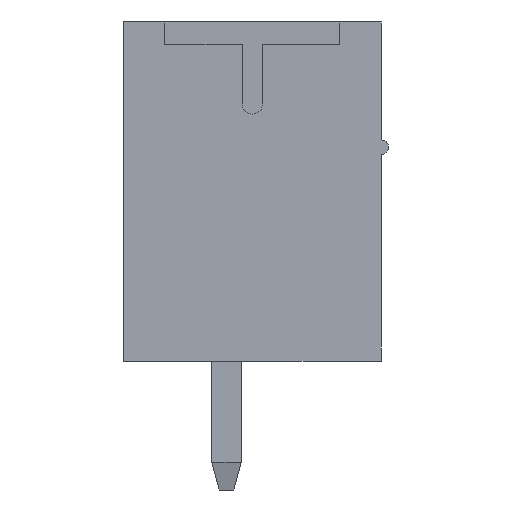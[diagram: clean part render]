
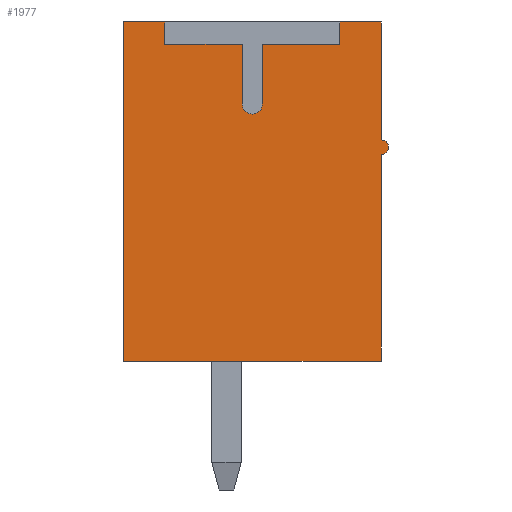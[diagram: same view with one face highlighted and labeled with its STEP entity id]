
A CAD part, left-side view. The second image highlights one B-rep face of the part: STEP entity #1977.
In plain terms, the highlighted planar face has unit normal (-1, 0, 0).
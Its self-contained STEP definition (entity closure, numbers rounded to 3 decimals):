
#1977 = ADVANCED_FACE( '', ( #4094 ), #4095, .F. );
#4094 = FACE_OUTER_BOUND( '', #6366, .T. );
#4095 = PLANE( '', #6367 );
#6366 = EDGE_LOOP( '', ( #12133, #12134, #12135, #12136, #12137, #12138, #12139, #12140, #12141, #12142, #12143, #12144, #12145, #12146 ) );
#6367 = AXIS2_PLACEMENT_3D( '', #12147, #12148, #12149 );
#12133 = ORIENTED_EDGE( '', *, *, #16385, .T. );
#12134 = ORIENTED_EDGE( '', *, *, #13963, .T. );
#12135 = ORIENTED_EDGE( '', *, *, #15249, .T. );
#12136 = ORIENTED_EDGE( '', *, *, #15638, .T. );
#12137 = ORIENTED_EDGE( '', *, *, #16386, .T. );
#12138 = ORIENTED_EDGE( '', *, *, #15882, .T. );
#12139 = ORIENTED_EDGE( '', *, *, #16387, .T. );
#12140 = ORIENTED_EDGE( '', *, *, #15507, .T. );
#12141 = ORIENTED_EDGE( '', *, *, #16388, .T. );
#12142 = ORIENTED_EDGE( '', *, *, #13971, .T. );
#12143 = ORIENTED_EDGE( '', *, *, #16004, .T. );
#12144 = ORIENTED_EDGE( '', *, *, #15903, .T. );
#12145 = ORIENTED_EDGE( '', *, *, #16356, .T. );
#12146 = ORIENTED_EDGE( '', *, *, #14870, .T. );
#12147 = CARTESIAN_POINT( '', ( -30.925, 0., 2.375 ) );
#12148 = DIRECTION( '', ( 1., 0., 0. ) );
#12149 = DIRECTION( '', ( 0., 0., -1. ) );
#13963 = EDGE_CURVE( '', #16725, #16722, #16726, .T. );
#13971 = EDGE_CURVE( '', #16741, #16739, #16742, .T. );
#14870 = EDGE_CURVE( '', #18343, #18344, #18345, .F. );
#15249 = EDGE_CURVE( '', #16722, #18918, #18920, .T. );
#15507 = EDGE_CURVE( '', #19314, #19312, #19315, .T. );
#15638 = EDGE_CURVE( '', #18918, #19494, #19496, .T. );
#15882 = EDGE_CURVE( '', #19842, #19840, #19843, .T. );
#15903 = EDGE_CURVE( '', #19868, #19869, #19870, .T. );
#16004 = EDGE_CURVE( '', #16739, #19868, #20010, .T. );
#16356 = EDGE_CURVE( '', #19869, #18343, #20443, .T. );
#16385 = EDGE_CURVE( '', #18344, #16725, #20475, .T. );
#16386 = EDGE_CURVE( '', #19494, #19842, #20476, .T. );
#16387 = EDGE_CURVE( '', #19840, #19314, #20477, .T. );
#16388 = EDGE_CURVE( '', #19312, #16741, #20478, .T. );
#16722 = VERTEX_POINT( '', #20838 );
#16725 = VERTEX_POINT( '', #20842 );
#16726 = LINE( '', #20843, #20844 );
#16739 = VERTEX_POINT( '', #20863 );
#16741 = VERTEX_POINT( '', #20866 );
#16742 = LINE( '', #20867, #20868 );
#18343 = VERTEX_POINT( '', #23198 );
#18344 = VERTEX_POINT( '', #23199 );
#18345 = CIRCLE( '', #23200, 0.2 );
#18918 = VERTEX_POINT( '', #24042 );
#18920 = LINE( '', #24045, #24046 );
#19312 = VERTEX_POINT( '', #24626 );
#19314 = VERTEX_POINT( '', #24629 );
#19315 = LINE( '', #24630, #24631 );
#19494 = VERTEX_POINT( '', #24899 );
#19496 = LINE( '', #24902, #24903 );
#19840 = VERTEX_POINT( '', #25415 );
#19842 = VERTEX_POINT( '', #25418 );
#19843 = CIRCLE( '', #25419, 0.275 );
#19868 = VERTEX_POINT( '', #25457 );
#19869 = VERTEX_POINT( '', #25458 );
#19870 = LINE( '', #25459, #25460 );
#20010 = LINE( '', #25677, #25678 );
#20443 = LINE( '', #26334, #26335 );
#20475 = LINE( '', #26382, #26383 );
#20476 = LINE( '', #26384, #26385 );
#20477 = LINE( '', #26386, #26387 );
#20478 = LINE( '', #26388, #26389 );
#20838 = CARTESIAN_POINT( '', ( -30.925, -2.375, 4.6 ) );
#20842 = CARTESIAN_POINT( '', ( -30.925, -3.5, 4.6 ) );
#20843 = CARTESIAN_POINT( '', ( -30.925, -3.871, 4.6 ) );
#20844 = VECTOR( '', #26853, 1000. );
#20863 = CARTESIAN_POINT( '', ( -30.925, 3.5, 4.6 ) );
#20866 = CARTESIAN_POINT( '', ( -30.925, 2.375, 4.6 ) );
#20867 = CARTESIAN_POINT( '', ( -30.925, 2.375, 4.6 ) );
#20868 = VECTOR( '', #26861, 1000. );
#23198 = CARTESIAN_POINT( '', ( -30.925, -3.5, 1. ) );
#23199 = CARTESIAN_POINT( '', ( -30.925, -3.5, 1.4 ) );
#23200 = AXIS2_PLACEMENT_3D( '', #27732, #27733, #27734 );
#24042 = CARTESIAN_POINT( '', ( -30.925, -2.375, 4. ) );
#24045 = CARTESIAN_POINT( '', ( -30.925, -2.375, 4.6 ) );
#24046 = VECTOR( '', #28065, 1000. );
#24626 = CARTESIAN_POINT( '', ( -30.925, 2.375, 4. ) );
#24629 = CARTESIAN_POINT( '', ( -30.925, 0.275, 4. ) );
#24630 = CARTESIAN_POINT( '', ( -30.925, 0.275, 4. ) );
#24631 = VECTOR( '', #28285, 1000. );
#24899 = CARTESIAN_POINT( '', ( -30.925, -0.275, 4. ) );
#24902 = CARTESIAN_POINT( '', ( -30.925, -2.375, 4. ) );
#24903 = VECTOR( '', #28385, 1000. );
#25415 = CARTESIAN_POINT( '', ( -30.925, 0.275, 2.375 ) );
#25418 = CARTESIAN_POINT( '', ( -30.925, -0.275, 2.375 ) );
#25419 = AXIS2_PLACEMENT_3D( '', #28588, #28589, #28590 );
#25457 = CARTESIAN_POINT( '', ( -30.925, 3.5, -4.6 ) );
#25458 = CARTESIAN_POINT( '', ( -30.925, -3.5, -4.6 ) );
#25459 = CARTESIAN_POINT( '', ( -30.925, 3.5, -4.6 ) );
#25460 = VECTOR( '', #28604, 1000. );
#25677 = CARTESIAN_POINT( '', ( -30.925, 3.5, 4.6 ) );
#25678 = VECTOR( '', #28691, 1000. );
#26334 = CARTESIAN_POINT( '', ( -30.925, -3.5, -4.6 ) );
#26335 = VECTOR( '', #28951, 1000. );
#26382 = CARTESIAN_POINT( '', ( -30.925, -3.5, 1.4 ) );
#26383 = VECTOR( '', #28967, 1000. );
#26384 = CARTESIAN_POINT( '', ( -30.925, -0.275, 4. ) );
#26385 = VECTOR( '', #28968, 1000. );
#26386 = CARTESIAN_POINT( '', ( -30.925, 0.275, 2.375 ) );
#26387 = VECTOR( '', #28969, 1000. );
#26388 = CARTESIAN_POINT( '', ( -30.925, 2.375, 4. ) );
#26389 = VECTOR( '', #28970, 1000. );
#26853 = DIRECTION( '', ( 0., 1., 0. ) );
#26861 = DIRECTION( '', ( 0., 1., 0. ) );
#27732 = CARTESIAN_POINT( '', ( -30.925, -3.5, 1.2 ) );
#27733 = DIRECTION( '', ( 1., 0., 0. ) );
#27734 = DIRECTION( '', ( 0., 0., -1. ) );
#28065 = DIRECTION( '', ( 0., 0., -1. ) );
#28285 = DIRECTION( '', ( 0., 1., 0. ) );
#28385 = DIRECTION( '', ( 0., 1., 0. ) );
#28588 = CARTESIAN_POINT( '', ( -30.925, 0., 2.375 ) );
#28589 = DIRECTION( '', ( 1., 0., 0. ) );
#28590 = DIRECTION( '', ( 0., -1., 0. ) );
#28604 = DIRECTION( '', ( 0., -1., 0. ) );
#28691 = DIRECTION( '', ( 0., 0., -1. ) );
#28951 = DIRECTION( '', ( 0., 0., 1. ) );
#28967 = DIRECTION( '', ( 0., 0., 1. ) );
#28968 = DIRECTION( '', ( 0., 0., -1. ) );
#28969 = DIRECTION( '', ( 0., 0., 1. ) );
#28970 = DIRECTION( '', ( 0., 0., 1. ) );
